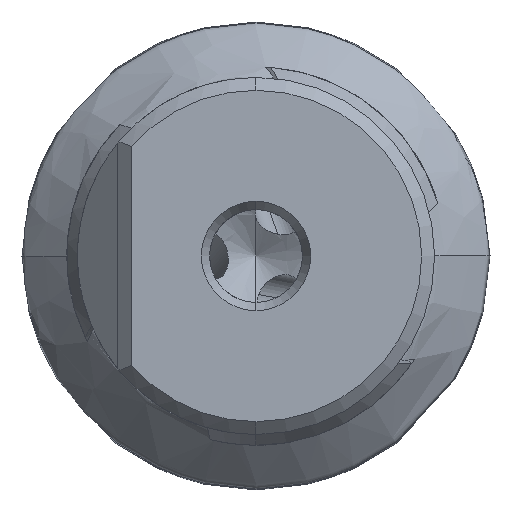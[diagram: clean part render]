
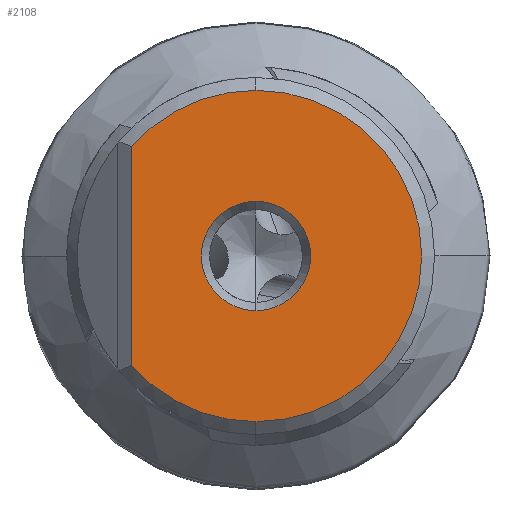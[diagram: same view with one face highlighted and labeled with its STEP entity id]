
A CAD part, left-side view. The second image highlights one B-rep face of the part: STEP entity #2108.
In plain terms, the highlighted planar face has unit normal (-1, 0, 0).
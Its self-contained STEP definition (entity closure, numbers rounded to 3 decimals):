
#56 = DIRECTION ( 'NONE',  ( 0., 0., -1. ) ) ;
#100 = CARTESIAN_POINT ( 'NONE',  ( -99.15, 0., 0. ) ) ;
#110 = EDGE_CURVE ( 'Kante22', #967, #944, #4284, .T. ) ;
#218 = EDGE_CURVE ( 'Kante22', #944, #967, #1881, .T. ) ;
#224 = DIRECTION ( 'NONE',  ( 1., 0., 0. ) ) ;
#283 = DIRECTION ( 'NONE',  ( 0., 0., -1. ) ) ;
#306 = CARTESIAN_POINT ( 'NONE',  ( -99.15, 8.7, 0. ) ) ;
#322 = ORIENTED_EDGE ( 'NONE', *, *, #218, .T. ) ;
#371 = CARTESIAN_POINT ( 'NONE',  ( -99.15, 0., 0. ) ) ;
#431 = ORIENTED_EDGE ( 'NONE', *, *, #1599, .F. ) ;
#508 = DIRECTION ( 'NONE',  ( 0., 0., -1. ) ) ;
#519 = LINE ( 'NONE', #306, #4702 ) ;
#685 = AXIS2_PLACEMENT_3D ( 'NONE', #5273, #2777, #283 ) ;
#777 = DIRECTION ( 'NONE',  ( 0., 0., -1. ) ) ;
#796 = EDGE_CURVE ( 'Kante16', #4347, #2061, #3125, .T. ) ;
#944 = VERTEX_POINT ( 'NONE', #2958 ) ;
#967 = VERTEX_POINT ( 'NONE', #5054 ) ;
#1108 = CARTESIAN_POINT ( 'NONE',  ( -99.15, 0., -11.6 ) ) ;
#1263 = EDGE_LOOP ( 'NONE', ( #3647, #322 ) ) ;
#1380 = AXIS2_PLACEMENT_3D ( 'NONE', #3814, #4653, #2147 ) ;
#1569 = FACE_BOUND ( 'NONE', #1263, .T. ) ;
#1599 = EDGE_CURVE ( 'NONE', #3700, #4598, #519, .T. ) ;
#1881 = CIRCLE ( 'NONE', #2634, 3.827 ) ;
#1912 = EDGE_LOOP ( 'NONE', ( #431, #2418, #4604, #2864 ) ) ;
#2061 = VERTEX_POINT ( 'NONE', #1108 ) ;
#2108 = ADVANCED_FACE ( 'NONE', ( #3399, #1569 ), #2559, .T. ) ;
#2147 = DIRECTION ( 'NONE',  ( 0., 0., 1. ) ) ;
#2418 = ORIENTED_EDGE ( 'NONE', *, *, #4322, .F. ) ;
#2547 = DIRECTION ( 'NONE',  ( 1., 0., 0. ) ) ;
#2559 = PLANE ( 'NONE',  #1380 ) ;
#2620 = CIRCLE ( 'NONE', #4873, 11.6 ) ;
#2634 = AXIS2_PLACEMENT_3D ( 'NONE', #2719, #224, #3142 ) ;
#2713 = AXIS2_PLACEMENT_3D ( 'NONE', #371, #3278, #777 ) ;
#2719 = CARTESIAN_POINT ( 'NONE',  ( -99.15, 0., 0. ) ) ;
#2777 = DIRECTION ( 'NONE',  ( 1., 0., 0. ) ) ;
#2864 = ORIENTED_EDGE ( 'NONE', *, *, #3957, .F. ) ;
#2958 = CARTESIAN_POINT ( 'NONE',  ( -99.15, 0., -3.827 ) ) ;
#3018 = DIRECTION ( 'NONE',  ( 1., 0., 0. ) ) ;
#3125 = CIRCLE ( 'NONE', #2713, 11.6 ) ;
#3142 = DIRECTION ( 'NONE',  ( 0., 0., -1. ) ) ;
#3224 = DIRECTION ( 'NONE',  ( 0., 0., 1. ) ) ;
#3278 = DIRECTION ( 'NONE',  ( 1., 0., 0. ) ) ;
#3399 = FACE_OUTER_BOUND ( 'NONE', #1912, .T. ) ;
#3603 = CARTESIAN_POINT ( 'NONE',  ( -99.15, 8.7, 7.673 ) ) ;
#3647 = ORIENTED_EDGE ( 'NONE', *, *, #110, .T. ) ;
#3700 = VERTEX_POINT ( 'NONE', #5260 ) ;
#3814 = CARTESIAN_POINT ( 'NONE',  ( -99.15, 11.6, 0. ) ) ;
#3957 = EDGE_CURVE ( 'Kante16', #4598, #4347, #4789, .T. ) ;
#4284 = CIRCLE ( 'NONE', #685, 3.827 ) ;
#4322 = EDGE_CURVE ( 'Kante16', #2061, #3700, #2620, .T. ) ;
#4347 = VERTEX_POINT ( 'NONE', #5080 ) ;
#4401 = AXIS2_PLACEMENT_3D ( 'NONE', #5049, #2547, #56 ) ;
#4598 = VERTEX_POINT ( 'NONE', #3603 ) ;
#4604 = ORIENTED_EDGE ( 'NONE', *, *, #796, .F. ) ;
#4653 = DIRECTION ( 'NONE',  ( -1., 0., 0. ) ) ;
#4702 = VECTOR ( 'NONE', #3224, 1000. ) ;
#4789 = CIRCLE ( 'NONE', #4401, 11.6 ) ;
#4873 = AXIS2_PLACEMENT_3D ( 'NONE', #100, #3018, #508 ) ;
#5049 = CARTESIAN_POINT ( 'NONE',  ( -99.15, 0., 0. ) ) ;
#5054 = CARTESIAN_POINT ( 'NONE',  ( -99.15, 0., 3.827 ) ) ;
#5080 = CARTESIAN_POINT ( 'NONE',  ( -99.15, 0., 11.6 ) ) ;
#5260 = CARTESIAN_POINT ( 'NONE',  ( -99.15, 8.7, -7.673 ) ) ;
#5273 = CARTESIAN_POINT ( 'NONE',  ( -99.15, 0., 0. ) ) ;
